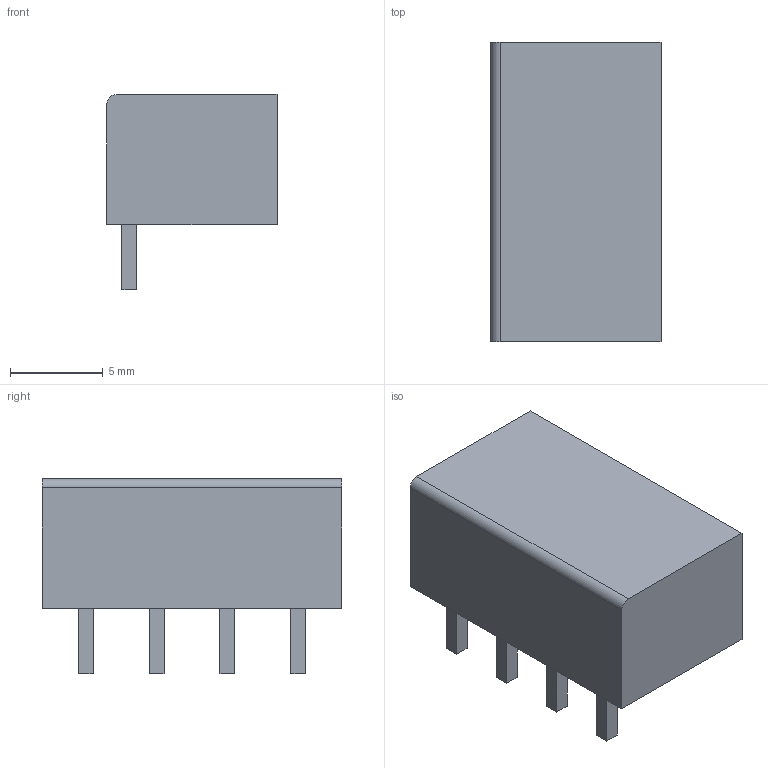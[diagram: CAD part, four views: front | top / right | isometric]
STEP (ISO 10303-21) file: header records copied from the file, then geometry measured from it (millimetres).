
FILE_DESCRIPTION(/* description */ (''),/* implementation_level */ '2;1');
FILE_NAME(/* name */ 'ae1c632f-2a71-46d6-9ef4-54a58d55887b.stp',/* time_stamp */ '2019-03-05T23:42:45+09:00',/* author */ ('pakue'),/* organization */ (''),/* preprocessor_version */ 'ST-DEVELOPER v17.2',/* originating_system */ 'Autodesk Translation Framework v7.6.0.251',/* authorisation */ '');
FILE_SCHEMA (('AUTOMOTIVE_DESIGN { 1 0 10303 214 3 1 1 }'));
Length unit declared in the file: millimetre
Products named in the file (1): WJ15EDGRC-3.81-4P
Bounding box: 9.15 x 16.12 x 10.5 mm (x, y, z)
Volume: 682.2 mm3; surface area: 1280.7 mm2
Topology: 5 solids, 5 shells, 91 faces, 231 edges, 154 vertices
Faces by surface type: plane 86, cylinder 5
Entity records: 2731 total; most frequent: CARTESIAN_POINT 477, ORIENTED_EDGE 462, DIRECTION 425, EDGE_CURVE 231, LINE 221, VECTOR 221, VERTEX_POINT 154, AXIS2_PLACEMENT_3D 102
